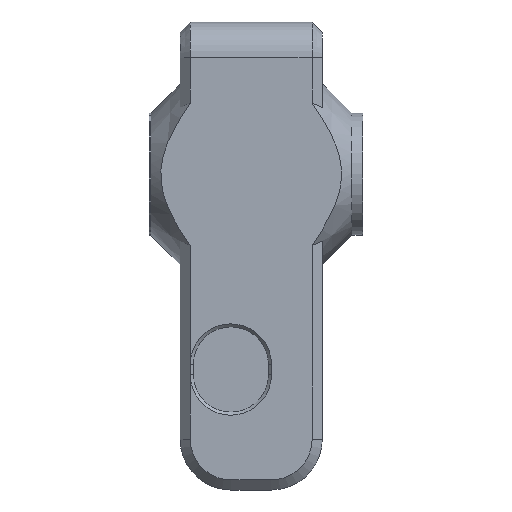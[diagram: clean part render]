
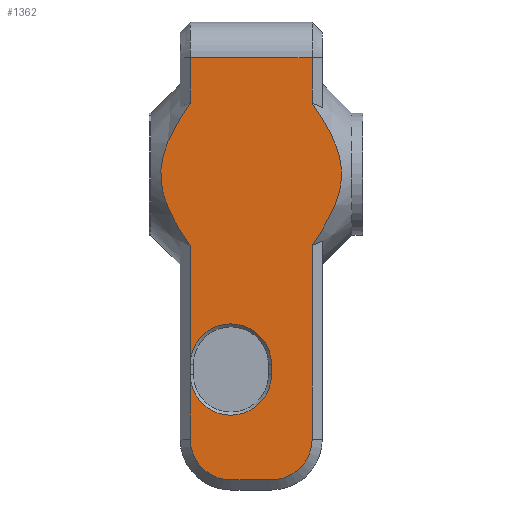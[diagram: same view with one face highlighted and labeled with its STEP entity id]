
A CAD part, front view. The second image highlights one B-rep face of the part: STEP entity #1362.
In plain terms, the highlighted planar face has unit normal (0, -1, 0).
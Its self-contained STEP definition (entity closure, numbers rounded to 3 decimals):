
#46=(
BOUNDED_CURVE()
B_SPLINE_CURVE(2,(#2056,#2057,#2058),.UNSPECIFIED.,.F.,.F.)
B_SPLINE_CURVE_WITH_KNOTS((3,3),(-0.631,-0.458),
 .UNSPECIFIED.)
CURVE()
GEOMETRIC_REPRESENTATION_ITEM()
RATIONAL_B_SPLINE_CURVE((1.365,1.328,1.284))
REPRESENTATION_ITEM('')
);
#47=(
BOUNDED_CURVE()
B_SPLINE_CURVE(2,(#2060,#2061,#2062),.UNSPECIFIED.,.F.,.F.)
B_SPLINE_CURVE_WITH_KNOTS((3,3),(0.631,2.378),
 .UNSPECIFIED.)
CURVE()
GEOMETRIC_REPRESENTATION_ITEM()
RATIONAL_B_SPLINE_CURVE((1.365,1.735,1.365))
REPRESENTATION_ITEM('')
);
#48=(
BOUNDED_CURVE()
B_SPLINE_CURVE(2,(#2064,#2065,#2066),.UNSPECIFIED.,.F.,.F.)
B_SPLINE_CURVE_WITH_KNOTS((3,3),(-2.551,-2.378),
 .UNSPECIFIED.)
CURVE()
GEOMETRIC_REPRESENTATION_ITEM()
RATIONAL_B_SPLINE_CURVE((1.284,1.328,1.365))
REPRESENTATION_ITEM('')
);
#49=(
BOUNDED_CURVE()
B_SPLINE_CURVE(2,(#2074,#2075,#2076),.UNSPECIFIED.,.F.,.F.)
B_SPLINE_CURVE_WITH_KNOTS((3,3),(-0.631,-0.458),
 .UNSPECIFIED.)
CURVE()
GEOMETRIC_REPRESENTATION_ITEM()
RATIONAL_B_SPLINE_CURVE((1.365,1.328,1.284))
REPRESENTATION_ITEM('')
);
#50=(
BOUNDED_CURVE()
B_SPLINE_CURVE(2,(#2078,#2079,#2080),.UNSPECIFIED.,.F.,.F.)
B_SPLINE_CURVE_WITH_KNOTS((3,3),(0.631,2.378),
 .UNSPECIFIED.)
CURVE()
GEOMETRIC_REPRESENTATION_ITEM()
RATIONAL_B_SPLINE_CURVE((1.365,1.735,1.365))
REPRESENTATION_ITEM('')
);
#51=(
BOUNDED_CURVE()
B_SPLINE_CURVE(2,(#2082,#2083,#2084),.UNSPECIFIED.,.F.,.F.)
B_SPLINE_CURVE_WITH_KNOTS((3,3),(-2.551,-2.378),
 .UNSPECIFIED.)
CURVE()
GEOMETRIC_REPRESENTATION_ITEM()
RATIONAL_B_SPLINE_CURVE((1.284,1.328,1.365))
REPRESENTATION_ITEM('')
);
#66=PLANE('',#1458);
#108=FACE_OUTER_BOUND('',#186,.T.);
#186=EDGE_LOOP('',(#942,#943,#944,#945,#946,#947,#948,#949,#950,#951,#952,
#953,#954,#955,#956,#957,#958,#959));
#264=CIRCLE('',#1452,4.);
#266=CIRCLE('',#1456,4.);
#267=CIRCLE('',#1459,4.);
#268=CIRCLE('',#1460,4.);
#340=LINE('',#2043,#463);
#341=LINE('',#2046,#464);
#342=LINE('',#2050,#465);
#343=LINE('',#2054,#466);
#344=LINE('',#2068,#467);
#345=LINE('',#2070,#468);
#346=LINE('',#2072,#469);
#347=LINE('',#2085,#470);
#463=VECTOR('',#1623,10.);
#464=VECTOR('',#1626,10.);
#465=VECTOR('',#1629,10.);
#466=VECTOR('',#1632,10.);
#467=VECTOR('',#1633,10.);
#468=VECTOR('',#1634,10.);
#469=VECTOR('',#1635,10.);
#470=VECTOR('',#1636,10.);
#580=VERTEX_POINT('',#2022);
#582=VERTEX_POINT('',#2026);
#584=VERTEX_POINT('',#2031);
#586=VERTEX_POINT('',#2037);
#587=VERTEX_POINT('',#2045);
#588=VERTEX_POINT('',#2047);
#589=VERTEX_POINT('',#2049);
#590=VERTEX_POINT('',#2051);
#591=VERTEX_POINT('',#2053);
#592=VERTEX_POINT('',#2055);
#593=VERTEX_POINT('',#2059);
#594=VERTEX_POINT('',#2063);
#595=VERTEX_POINT('',#2067);
#596=VERTEX_POINT('',#2069);
#597=VERTEX_POINT('',#2071);
#598=VERTEX_POINT('',#2073);
#599=VERTEX_POINT('',#2077);
#600=VERTEX_POINT('',#2081);
#718=EDGE_CURVE('',#580,#582,#264,.T.);
#724=EDGE_CURVE('',#586,#584,#266,.T.);
#726=EDGE_CURVE('',#582,#586,#340,.T.);
#727=EDGE_CURVE('',#584,#587,#341,.T.);
#728=EDGE_CURVE('',#587,#588,#267,.T.);
#729=EDGE_CURVE('',#588,#589,#342,.T.);
#730=EDGE_CURVE('',#589,#590,#268,.T.);
#731=EDGE_CURVE('',#590,#591,#343,.T.);
#732=EDGE_CURVE('',#592,#591,#46,.T.);
#733=EDGE_CURVE('',#593,#592,#47,.F.);
#734=EDGE_CURVE('',#594,#593,#48,.T.);
#735=EDGE_CURVE('',#594,#595,#344,.T.);
#736=EDGE_CURVE('',#595,#596,#345,.T.);
#737=EDGE_CURVE('',#596,#597,#346,.T.);
#738=EDGE_CURVE('',#598,#597,#49,.T.);
#739=EDGE_CURVE('',#599,#598,#50,.F.);
#740=EDGE_CURVE('',#600,#599,#51,.T.);
#741=EDGE_CURVE('',#600,#580,#347,.T.);
#942=ORIENTED_EDGE('',*,*,#724,.T.);
#943=ORIENTED_EDGE('',*,*,#727,.T.);
#944=ORIENTED_EDGE('',*,*,#728,.T.);
#945=ORIENTED_EDGE('',*,*,#729,.T.);
#946=ORIENTED_EDGE('',*,*,#730,.T.);
#947=ORIENTED_EDGE('',*,*,#731,.T.);
#948=ORIENTED_EDGE('',*,*,#732,.F.);
#949=ORIENTED_EDGE('',*,*,#733,.F.);
#950=ORIENTED_EDGE('',*,*,#734,.F.);
#951=ORIENTED_EDGE('',*,*,#735,.T.);
#952=ORIENTED_EDGE('',*,*,#736,.T.);
#953=ORIENTED_EDGE('',*,*,#737,.T.);
#954=ORIENTED_EDGE('',*,*,#738,.F.);
#955=ORIENTED_EDGE('',*,*,#739,.F.);
#956=ORIENTED_EDGE('',*,*,#740,.F.);
#957=ORIENTED_EDGE('',*,*,#741,.T.);
#958=ORIENTED_EDGE('',*,*,#718,.T.);
#959=ORIENTED_EDGE('',*,*,#726,.T.);
#1362=ADVANCED_FACE('',(#108),#66,.F.);
#1452=AXIS2_PLACEMENT_3D('',#2028,#1606,#1607);
#1456=AXIS2_PLACEMENT_3D('',#2040,#1618,#1619);
#1458=AXIS2_PLACEMENT_3D('',#2044,#1624,#1625);
#1459=AXIS2_PLACEMENT_3D('',#2048,#1627,#1628);
#1460=AXIS2_PLACEMENT_3D('',#2052,#1630,#1631);
#1606=DIRECTION('center_axis',(0.,1.,0.));
#1607=DIRECTION('ref_axis',(-1.,0.,0.));
#1618=DIRECTION('center_axis',(0.,1.,0.));
#1619=DIRECTION('ref_axis',(1.,0.,0.));
#1623=DIRECTION('',(0.,0.,-1.));
#1624=DIRECTION('center_axis',(0.,1.,0.));
#1625=DIRECTION('ref_axis',(0.,0.,-1.));
#1626=DIRECTION('',(0.,0.,-1.));
#1627=DIRECTION('center_axis',(0.,-1.,0.));
#1628=DIRECTION('ref_axis',(-0.707,0.,-0.707));
#1629=DIRECTION('',(1.,0.,0.));
#1630=DIRECTION('center_axis',(0.,-1.,0.));
#1631=DIRECTION('ref_axis',(0.707,0.,-0.707));
#1632=DIRECTION('',(0.,0.,1.));
#1633=DIRECTION('',(0.,0.,1.));
#1634=DIRECTION('',(-1.,0.,0.));
#1635=DIRECTION('',(0.,0.,-1.));
#1636=DIRECTION('',(0.,0.,-1.));
#2022=CARTESIAN_POINT('',(-23.575,-15.5,-18.733));
#2026=CARTESIAN_POINT('',(-15.575,-15.5,-18.733));
#2028=CARTESIAN_POINT('Origin',(-19.575,-15.5,-18.733));
#2031=CARTESIAN_POINT('',(-23.575,-15.5,-19.733));
#2037=CARTESIAN_POINT('',(-15.575,-15.5,-19.733));
#2040=CARTESIAN_POINT('Origin',(-19.575,-15.5,-19.733));
#2043=CARTESIAN_POINT('',(-15.575,-15.5,-4.117));
#2044=CARTESIAN_POINT('Origin',(-10.575,-15.5,11.5));
#2045=CARTESIAN_POINT('',(-23.575,-15.5,-26.1));
#2046=CARTESIAN_POINT('',(-23.575,-15.5,1.725));
#2047=CARTESIAN_POINT('',(-19.575,-15.5,-30.1));
#2048=CARTESIAN_POINT('Origin',(-19.575,-15.5,-26.1));
#2049=CARTESIAN_POINT('',(-15.575,-15.5,-30.1));
#2050=CARTESIAN_POINT('',(-10.575,-15.5,-30.1));
#2051=CARTESIAN_POINT('',(-11.575,-15.5,-26.1));
#2052=CARTESIAN_POINT('Origin',(-15.575,-15.5,-26.1));
#2053=CARTESIAN_POINT('',(-11.575,-15.5,-7.001));
#2054=CARTESIAN_POINT('',(-11.575,-15.5,1.725));
#2055=CARTESIAN_POINT('',(-10.575,-15.5,-5.496));
#2056=CARTESIAN_POINT('Ctrl Pts',(-10.575,-15.5,-5.496));
#2057=CARTESIAN_POINT('Ctrl Pts',(-11.015,-15.5,-6.209));
#2058=CARTESIAN_POINT('Ctrl Pts',(-11.575,-15.5,-7.001));
#2059=CARTESIAN_POINT('',(-10.575,-15.5,5.496));
#2060=CARTESIAN_POINT('Ctrl Pts',(-10.575,-15.5,-5.496));
#2061=CARTESIAN_POINT('Ctrl Pts',(-7.181,-15.5,0.));
#2062=CARTESIAN_POINT('Ctrl Pts',(-10.575,-15.5,5.496));
#2063=CARTESIAN_POINT('',(-11.575,-15.5,7.001));
#2064=CARTESIAN_POINT('Ctrl Pts',(-11.575,-15.5,7.001));
#2065=CARTESIAN_POINT('Ctrl Pts',(-11.015,-15.5,6.209));
#2066=CARTESIAN_POINT('Ctrl Pts',(-10.575,-15.5,5.496));
#2067=CARTESIAN_POINT('',(-11.575,-15.5,11.5));
#2068=CARTESIAN_POINT('',(-11.575,-15.5,1.725));
#2069=CARTESIAN_POINT('',(-23.575,-15.5,11.5));
#2070=CARTESIAN_POINT('',(-10.575,-15.5,11.5));
#2071=CARTESIAN_POINT('',(-23.575,-15.5,7.001));
#2072=CARTESIAN_POINT('',(-23.575,-15.5,1.725));
#2073=CARTESIAN_POINT('',(-24.575,-15.5,5.496));
#2074=CARTESIAN_POINT('Ctrl Pts',(-24.575,-15.5,5.496));
#2075=CARTESIAN_POINT('Ctrl Pts',(-24.135,-15.5,6.209));
#2076=CARTESIAN_POINT('Ctrl Pts',(-23.575,-15.5,7.001));
#2077=CARTESIAN_POINT('',(-24.575,-15.5,-5.496));
#2078=CARTESIAN_POINT('Ctrl Pts',(-24.575,-15.5,5.496));
#2079=CARTESIAN_POINT('Ctrl Pts',(-27.969,-15.5,0.));
#2080=CARTESIAN_POINT('Ctrl Pts',(-24.575,-15.5,-5.496));
#2081=CARTESIAN_POINT('',(-23.575,-15.5,-7.001));
#2082=CARTESIAN_POINT('Ctrl Pts',(-23.575,-15.5,-7.001));
#2083=CARTESIAN_POINT('Ctrl Pts',(-24.135,-15.5,-6.209));
#2084=CARTESIAN_POINT('Ctrl Pts',(-24.575,-15.5,-5.496));
#2085=CARTESIAN_POINT('',(-23.575,-15.5,1.725));
